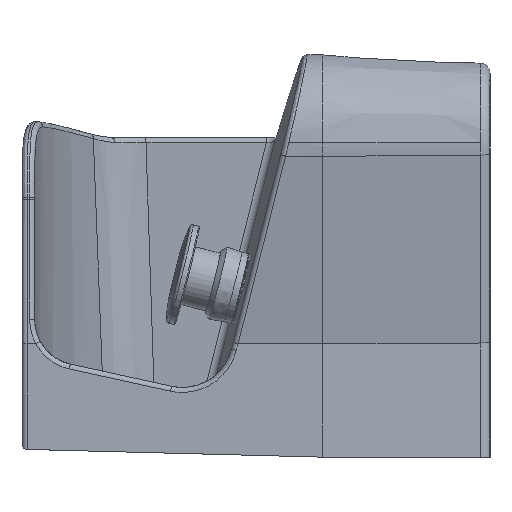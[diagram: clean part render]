
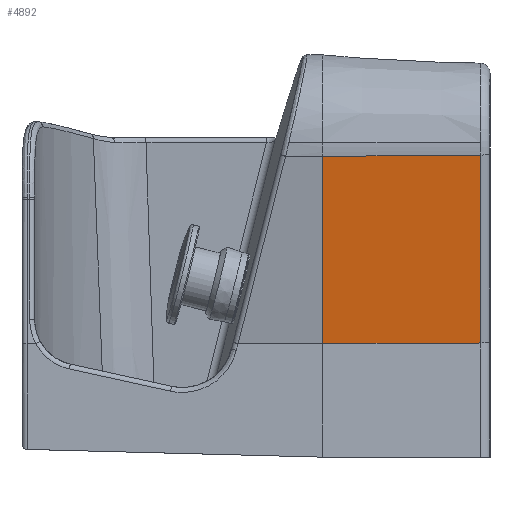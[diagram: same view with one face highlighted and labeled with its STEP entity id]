
A CAD part, left-side view. The second image highlights one B-rep face of the part: STEP entity #4892.
In plain terms, the highlighted planar face has unit normal (-0.986, -0.052, -0.156).
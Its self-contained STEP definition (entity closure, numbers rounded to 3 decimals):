
#4892=ADVANCED_FACE('',(#10666),#10667,.T.);
#10666=FACE_OUTER_BOUND('',#17350,.T.);
#10667=PLANE('',#17351);
#17350=EDGE_LOOP('',(#37829,#37830,#37831,#37832));
#17351=AXIS2_PLACEMENT_3D('',#37833,#37834,#37835);
#37829=ORIENTED_EDGE('',*,*,#48654,.F.);
#37830=ORIENTED_EDGE('',*,*,#50974,.F.);
#37831=ORIENTED_EDGE('',*,*,#50966,.T.);
#37832=ORIENTED_EDGE('',*,*,#50972,.F.);
#37833=CARTESIAN_POINT('',(12.364,66.3,43.894));
#37834=DIRECTION('',(-0.986,-0.052,-0.156));
#37835=DIRECTION('',(-0.156,0.,0.988));
#48654=EDGE_CURVE('',#57918,#58032,#58033,.T.);
#50966=EDGE_CURVE('',#61482,#61483,#61484,.T.);
#50972=EDGE_CURVE('',#58032,#61483,#61490,.T.);
#50974=EDGE_CURVE('',#61482,#57918,#61492,.T.);
#57918=VERTEX_POINT('',#73387);
#58032=VERTEX_POINT('',#74025);
#58033=LINE('',#74026,#74027);
#61482=VERTEX_POINT('',#79192);
#61483=VERTEX_POINT('',#79193);
#61484=LINE('',#79194,#79195);
#61490=LINE('',#79236,#79237);
#61492=LINE('',#79239,#79240);
#73387=CARTESIAN_POINT('',(0.428,66.3,119.251));
#74025=CARTESIAN_POINT('',(3.664,3.791,119.764));
#74026=CARTESIAN_POINT('',(0.428,66.3,119.251));
#74027=VECTOR('',#91518,62.595);
#79192=CARTESIAN_POINT('',(12.189,66.3,45.0));
#79193=CARTESIAN_POINT('',(15.465,3.791,45.258));
#79194=CARTESIAN_POINT('',(12.189,66.3,45.0));
#79195=VECTOR('',#93511,62.596);
#79236=CARTESIAN_POINT('',(3.664,3.791,119.764));
#79237=VECTOR('',#93514,75.435);
#79239=CARTESIAN_POINT('',(12.189,66.3,45.0));
#79240=VECTOR('',#93515,75.177);
#91518=DIRECTION('',(0.052,-0.999,0.008));
#93511=DIRECTION('',(0.052,-0.999,0.004));
#93514=DIRECTION('',(0.156,0.0,-0.988));
#93515=DIRECTION('',(-0.156,0.0,0.988));
